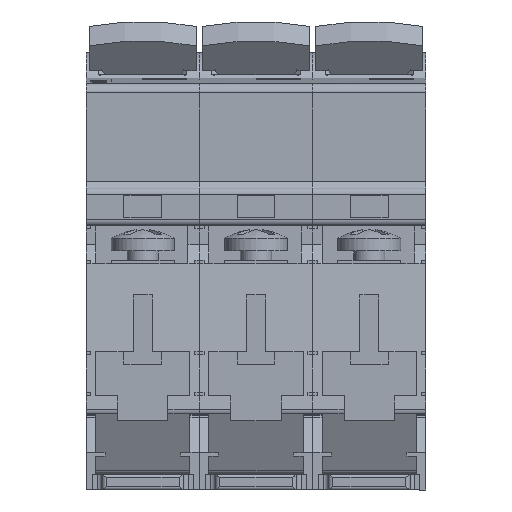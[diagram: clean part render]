
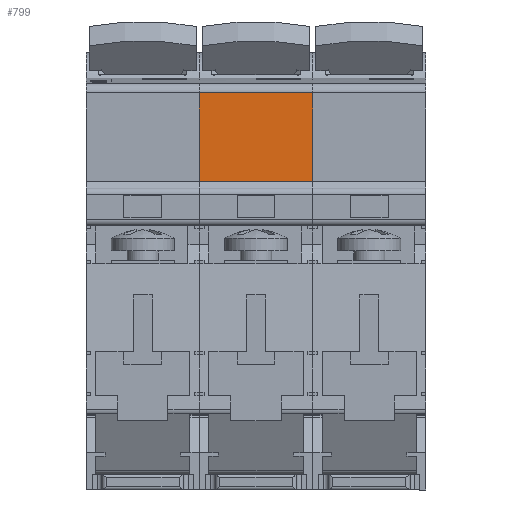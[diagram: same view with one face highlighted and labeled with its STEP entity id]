
A CAD part, left-side view. The second image highlights one B-rep face of the part: STEP entity #799.
In plain terms, the highlighted planar face has unit normal (-1, 0, 0).
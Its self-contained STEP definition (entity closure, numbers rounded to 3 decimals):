
#799 = ADVANCED_FACE( '', ( #1851 ), #1852, .T. );
#1851 = FACE_OUTER_BOUND( '', #3382, .T. );
#1852 = PLANE( '', #3383 );
#3382 = EDGE_LOOP( '', ( #5692, #5693, #5694, #5695 ) );
#3383 = AXIS2_PLACEMENT_3D( '', #5696, #5697, #5698 );
#5692 = ORIENTED_EDGE( '', *, *, #9331, .T. );
#5693 = ORIENTED_EDGE( '', *, *, #9332, .T. );
#5694 = ORIENTED_EDGE( '', *, *, #9333, .F. );
#5695 = ORIENTED_EDGE( '', *, *, #9334, .F. );
#5696 = CARTESIAN_POINT( '', ( -22.5, -9., 64.5 ) );
#5697 = DIRECTION( '', ( -1., 0., 0. ) );
#5698 = DIRECTION( '', ( 0., 0., 1. ) );
#9331 = EDGE_CURVE( '', #11221, #11222, #11223, .T. );
#9332 = EDGE_CURVE( '', #11222, #11224, #11225, .T. );
#9333 = EDGE_CURVE( '', #11226, #11224, #11227, .T. );
#9334 = EDGE_CURVE( '', #11221, #11226, #11228, .T. );
#11221 = VERTEX_POINT( '', #13977 );
#11222 = VERTEX_POINT( '', #13978 );
#11223 = LINE( '', #13979, #13980 );
#11224 = VERTEX_POINT( '', #13981 );
#11225 = LINE( '', #13982, #13983 );
#11226 = VERTEX_POINT( '', #13984 );
#11227 = LINE( '', #13985, #13986 );
#11228 = LINE( '', #13987, #13988 );
#13977 = CARTESIAN_POINT( '', ( -22.5, -9., 49. ) );
#13978 = CARTESIAN_POINT( '', ( -22.5, -9., 63.126 ) );
#13979 = CARTESIAN_POINT( '', ( -22.5, -9., 64.5 ) );
#13980 = VECTOR( '', #17074, 1000. );
#13981 = CARTESIAN_POINT( '', ( -22.5, 9., 63.126 ) );
#13982 = CARTESIAN_POINT( '', ( -22.5, -9., 63.126 ) );
#13983 = VECTOR( '', #17075, 1000. );
#13984 = CARTESIAN_POINT( '', ( -22.5, 9., 49. ) );
#13985 = CARTESIAN_POINT( '', ( -22.5, 9., 64.5 ) );
#13986 = VECTOR( '', #17076, 1000. );
#13987 = CARTESIAN_POINT( '', ( -22.5, -9., 49. ) );
#13988 = VECTOR( '', #17077, 1000. );
#17074 = DIRECTION( '', ( 0., 0., 1. ) );
#17075 = DIRECTION( '', ( 0., 1., 0. ) );
#17076 = DIRECTION( '', ( 0., 0., 1. ) );
#17077 = DIRECTION( '', ( 0., 1., 0. ) );
